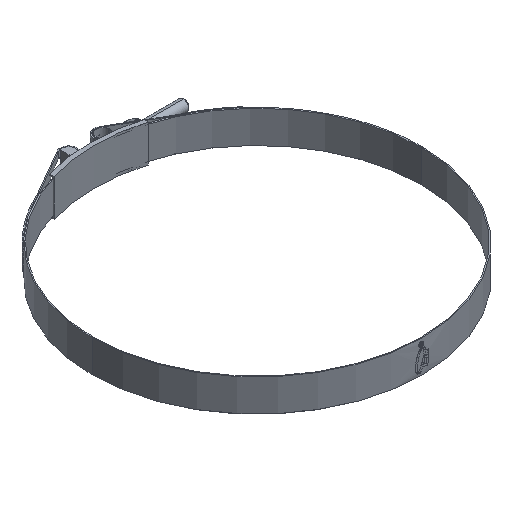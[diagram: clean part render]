
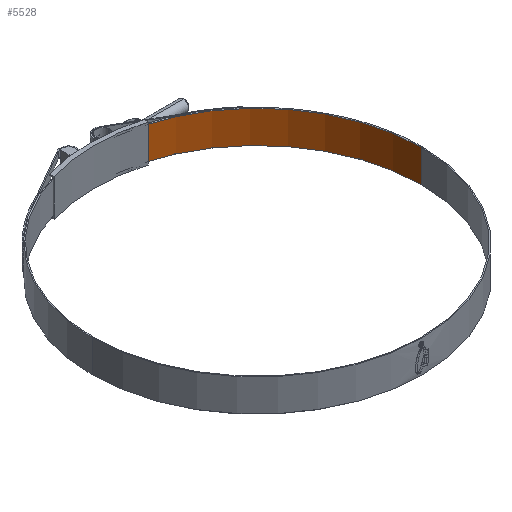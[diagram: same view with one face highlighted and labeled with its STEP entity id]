
A CAD part, isometric view. The second image highlights one B-rep face of the part: STEP entity #5528.
In plain terms, the highlighted cylindrical face has radius 97 mm (diameter 194 mm), a partial arc.
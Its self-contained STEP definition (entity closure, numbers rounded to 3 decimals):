
#204 = DIRECTION ( 'NONE',  ( -1., 0., 0. ) ) ;
#556 = CARTESIAN_POINT ( 'NONE',  ( 9.51, 96.533, 9.525 ) ) ;
#1434 = DIRECTION ( 'NONE',  ( 0., 0., -1. ) ) ;
#1480 = AXIS2_PLACEMENT_3D ( 'NONE', #8152, #9084, #7939 ) ;
#2149 = EDGE_LOOP ( 'NONE', ( #12118, #2632, #4204, #11968 ) ) ;
#2170 = CIRCLE ( 'NONE', #1480, 97. ) ;
#2632 = ORIENTED_EDGE ( 'NONE', *, *, #2867, .F. ) ;
#2668 = LINE ( 'NONE', #556, #13027 ) ;
#2763 = FACE_OUTER_BOUND ( 'NONE', #2149, .T. ) ;
#2867 = EDGE_CURVE ( 'NONE', #12246, #12188, #2170, .T. ) ;
#3150 = EDGE_CURVE ( 'NONE', #6489, #14108, #10265, .T. ) ;
#4204 = ORIENTED_EDGE ( 'NONE', *, *, #8434, .T. ) ;
#4257 = AXIS2_PLACEMENT_3D ( 'NONE', #5485, #7673, #12068 ) ;
#4272 = CARTESIAN_POINT ( 'NONE',  ( 97., 0., -9.525 ) ) ;
#4912 = DIRECTION ( 'NONE',  ( 0., 0., -1. ) ) ;
#5485 = CARTESIAN_POINT ( 'NONE',  ( 0., 0., 9.525 ) ) ;
#5528 = ADVANCED_FACE ( 'NONE', ( #2763 ), #11578, .F. ) ;
#5648 = CARTESIAN_POINT ( 'NONE',  ( 9.51, 96.533, 9.525 ) ) ;
#5705 = CARTESIAN_POINT ( 'NONE',  ( 9.51, 96.533, -9.525 ) ) ;
#6489 = VERTEX_POINT ( 'NONE', #5705 ) ;
#6784 = EDGE_CURVE ( 'NONE', #12188, #14108, #10897, .T. ) ;
#7673 = DIRECTION ( 'NONE',  ( 0., 0., -1. ) ) ;
#7939 = DIRECTION ( 'NONE',  ( -1., 0., 0. ) ) ;
#8152 = CARTESIAN_POINT ( 'NONE',  ( 0., 0., 9.525 ) ) ;
#8434 = EDGE_CURVE ( 'NONE', #12246, #6489, #2668, .T. ) ;
#9084 = DIRECTION ( 'NONE',  ( 0., 0., -1. ) ) ;
#9764 = CARTESIAN_POINT ( 'NONE',  ( 97., 0., 9.525 ) ) ;
#10265 = CIRCLE ( 'NONE', #14195, 97. ) ;
#10897 = LINE ( 'NONE', #13155, #11892 ) ;
#11111 = DIRECTION ( 'NONE',  ( 0., 0., -1. ) ) ;
#11578 = CYLINDRICAL_SURFACE ( 'NONE', #4257, 97. ) ;
#11892 = VECTOR ( 'NONE', #11111, 1000. ) ;
#11968 = ORIENTED_EDGE ( 'NONE', *, *, #3150, .T. ) ;
#12068 = DIRECTION ( 'NONE',  ( -1., 0., 0. ) ) ;
#12118 = ORIENTED_EDGE ( 'NONE', *, *, #6784, .F. ) ;
#12188 = VERTEX_POINT ( 'NONE', #9764 ) ;
#12246 = VERTEX_POINT ( 'NONE', #5648 ) ;
#13027 = VECTOR ( 'NONE', #4912, 1000. ) ;
#13155 = CARTESIAN_POINT ( 'NONE',  ( 97., 0., 9.525 ) ) ;
#13679 = CARTESIAN_POINT ( 'NONE',  ( 0., 0., -9.525 ) ) ;
#14108 = VERTEX_POINT ( 'NONE', #4272 ) ;
#14195 = AXIS2_PLACEMENT_3D ( 'NONE', #13679, #1434, #204 ) ;
